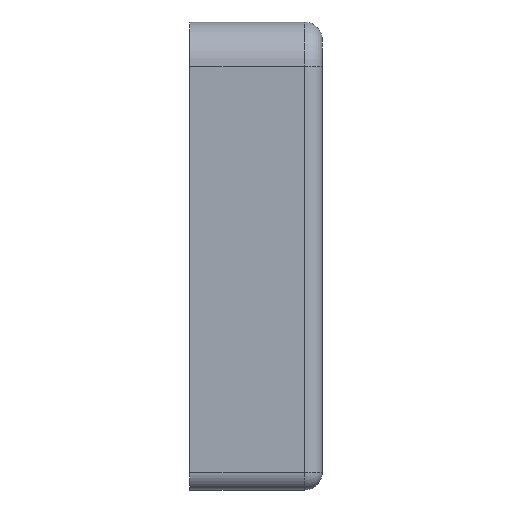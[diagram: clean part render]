
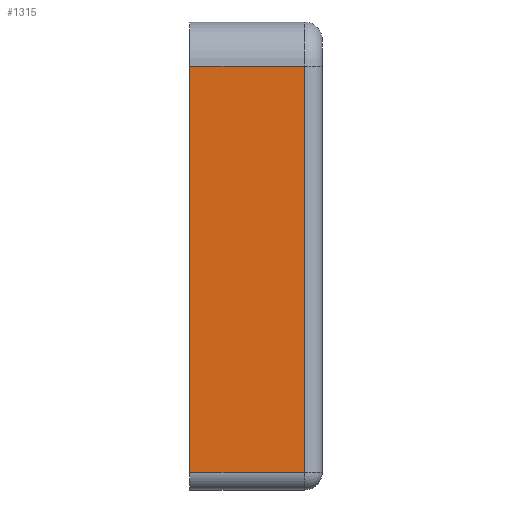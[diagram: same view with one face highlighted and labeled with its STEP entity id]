
A CAD part, left-side view. The second image highlights one B-rep face of the part: STEP entity #1315.
In plain terms, the highlighted planar face has unit normal (-1, 0, 0).
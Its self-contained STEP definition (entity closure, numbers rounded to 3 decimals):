
#174=DIRECTION('',(0.,0.,1.));
#175=VECTOR('',#174,46.);
#176=CARTESIAN_POINT('',(-36.5,15.,-51.));
#177=LINE('',#176,#175);
#341=DIRECTION('',(0.,0.,-1.));
#342=VECTOR('',#341,46.);
#343=CARTESIAN_POINT('',(-36.5,2.,-5.));
#344=LINE('',#343,#342);
#345=DIRECTION('',(0.,-1.,0.));
#346=VECTOR('',#345,13.);
#347=CARTESIAN_POINT('',(-36.5,15.,-51.));
#348=LINE('',#347,#346);
#349=DIRECTION('',(0.,-1.,0.));
#350=VECTOR('',#349,13.);
#351=CARTESIAN_POINT('',(-36.5,15.,-5.));
#352=LINE('',#351,#350);
#694=CARTESIAN_POINT('',(-36.5,15.,-5.));
#696=VERTEX_POINT('',#694);
#703=CARTESIAN_POINT('',(-36.5,15.,-51.));
#705=VERTEX_POINT('',#703);
#714=CARTESIAN_POINT('',(-36.5,2.,-51.));
#716=VERTEX_POINT('',#714);
#768=CARTESIAN_POINT('',(-36.5,2.,-5.));
#769=VERTEX_POINT('',#768);
#1303=CARTESIAN_POINT('',(-36.5,0.,-53.));
#1304=DIRECTION('',(-1.,0.,0.));
#1305=DIRECTION('',(0.,0.,1.));
#1306=AXIS2_PLACEMENT_3D('',#1303,#1304,#1305);
#1307=PLANE('',#1306);
#1308=ORIENTED_EDGE('',*,*,#1259,.T.);
#1309=ORIENTED_EDGE('',*,*,#1286,.F.);
#1310=ORIENTED_EDGE('',*,*,#1139,.T.);
#1312=ORIENTED_EDGE('',*,*,#1311,.T.);
#1313=EDGE_LOOP('',(#1308,#1309,#1310,#1312));
#1314=FACE_OUTER_BOUND('',#1313,.F.);
#1315=ADVANCED_FACE('',(#1314),#1307,.T.);
#1139=EDGE_CURVE('',#705,#696,#177,.T.);
#1259=EDGE_CURVE('',#769,#716,#344,.T.);
#1286=EDGE_CURVE('',#705,#716,#348,.T.);
#1311=EDGE_CURVE('',#696,#769,#352,.T.);
